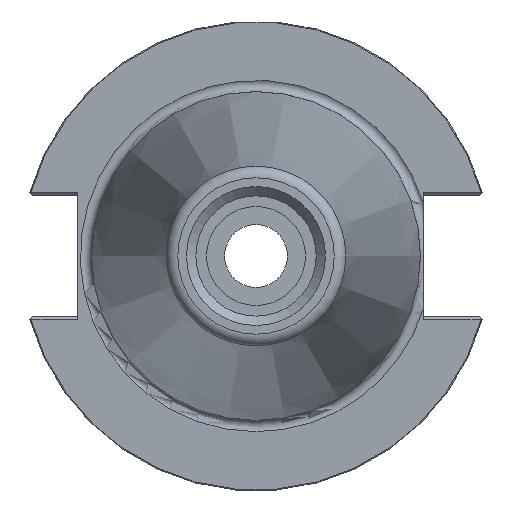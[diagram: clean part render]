
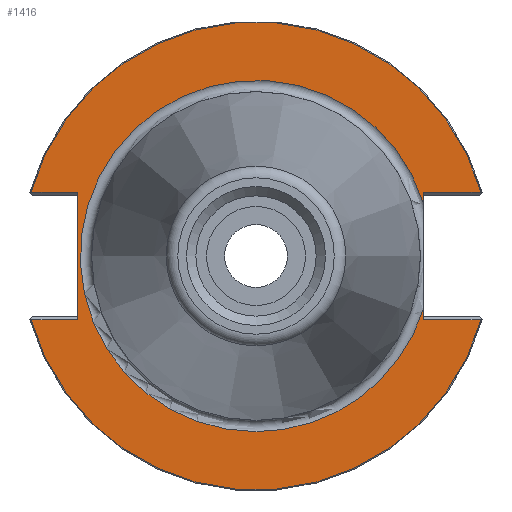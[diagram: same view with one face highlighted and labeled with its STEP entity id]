
A CAD part, left-side view. The second image highlights one B-rep face of the part: STEP entity #1416.
In plain terms, the highlighted planar face has unit normal (-1, 0, 0).
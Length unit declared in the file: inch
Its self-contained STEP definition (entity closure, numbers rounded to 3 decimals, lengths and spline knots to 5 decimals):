
#114=PLANE('',#1538);
#167=FACE_OUTER_BOUND('',#249,.T.);
#249=EDGE_LOOP('',(#990,#991,#992,#993,#994,#995,#996,#997,#998,#999,#1000));
#333=LINE('',#2054,#440);
#334=LINE('',#2076,#441);
#341=LINE('',#2128,#448);
#343=LINE('',#2132,#450);
#344=LINE('',#2134,#451);
#345=LINE('',#2136,#452);
#346=LINE('',#2139,#453);
#440=VECTOR('',#1700,0.0526);
#441=VECTOR('',#1701,0.0526);
#448=VECTOR('',#1720,0.30821);
#450=VECTOR('',#1724,0.24821);
#451=VECTOR('',#1725,0.67625);
#452=VECTOR('',#1726,0.24821);
#453=VECTOR('',#1729,0.30821);
#545=CIRCLE('',#1533,1.245);
#547=CIRCLE('',#1539,1.245);
#548=CIRCLE('',#1540,0.93468);
#549=CIRCLE('',#1541,0.93468);
#600=VERTEX_POINT('',#2051);
#601=VERTEX_POINT('',#2053);
#602=VERTEX_POINT('',#2055);
#603=VERTEX_POINT('',#2075);
#607=VERTEX_POINT('',#2084);
#608=VERTEX_POINT('',#2093);
#615=VERTEX_POINT('',#2131);
#616=VERTEX_POINT('',#2133);
#617=VERTEX_POINT('',#2135);
#618=VERTEX_POINT('',#2137);
#619=VERTEX_POINT('',#2140);
#742=EDGE_CURVE('',#601,#600,#333,.T.);
#744=EDGE_CURVE('',#603,#602,#334,.T.);
#749=EDGE_CURVE('',#607,#608,#545,.T.);
#758=EDGE_CURVE('',#600,#608,#341,.T.);
#760=EDGE_CURVE('',#615,#607,#343,.T.);
#761=EDGE_CURVE('',#616,#615,#344,.T.);
#762=EDGE_CURVE('',#617,#616,#345,.T.);
#763=EDGE_CURVE('',#618,#617,#547,.T.);
#764=EDGE_CURVE('',#618,#603,#346,.T.);
#765=EDGE_CURVE('',#602,#619,#548,.T.);
#766=EDGE_CURVE('',#619,#601,#549,.T.);
#990=ORIENTED_EDGE('',*,*,#749,.F.);
#991=ORIENTED_EDGE('',*,*,#760,.F.);
#992=ORIENTED_EDGE('',*,*,#761,.F.);
#993=ORIENTED_EDGE('',*,*,#762,.F.);
#994=ORIENTED_EDGE('',*,*,#763,.F.);
#995=ORIENTED_EDGE('',*,*,#764,.T.);
#996=ORIENTED_EDGE('',*,*,#744,.T.);
#997=ORIENTED_EDGE('',*,*,#765,.T.);
#998=ORIENTED_EDGE('',*,*,#766,.T.);
#999=ORIENTED_EDGE('',*,*,#742,.T.);
#1000=ORIENTED_EDGE('',*,*,#758,.T.);
#1416=ADVANCED_FACE('',(#167),#114,.T.);
#1533=AXIS2_PLACEMENT_3D('',#2094,#1707,#1708);
#1538=AXIS2_PLACEMENT_3D('',#2130,#1722,#1723);
#1539=AXIS2_PLACEMENT_3D('',#2138,#1727,#1728);
#1540=AXIS2_PLACEMENT_3D('',#2141,#1730,#1731);
#1541=AXIS2_PLACEMENT_3D('',#2142,#1732,#1733);
#1700=DIRECTION('',(0.,0.,1.));
#1701=DIRECTION('',(0.,0.,1.));
#1707=DIRECTION('center_axis',(1.,0.,0.));
#1708=DIRECTION('ref_axis',(0.,0.,
1.));
#1720=DIRECTION('',(0.,-1.,0.));
#1722=DIRECTION('center_axis',(-1.,0.,0.));
#1723=DIRECTION('ref_axis',(0.,0.,1.));
#1724=DIRECTION('',(0.,1.,0.));
#1725=DIRECTION('',(0.,0.,1.));
#1726=DIRECTION('',(0.,-1.,0.));
#1727=DIRECTION('center_axis',(1.,0.,0.));
#1728=DIRECTION('ref_axis',(0.,0.,
-1.));
#1729=DIRECTION('',(0.,1.,0.));
#1730=DIRECTION('center_axis',(1.,0.,0.));
#1731=DIRECTION('ref_axis',(0.,0.,1.));
#1732=DIRECTION('center_axis',(1.,0.,0.));
#1733=DIRECTION('ref_axis',(0.,0.,1.));
#2051=CARTESIAN_POINT('',(-1.17746,-0.89001,0.33812));
#2053=CARTESIAN_POINT('',(-1.17746,-0.89001,0.28553));
#2054=CARTESIAN_POINT('',(-1.17746,-0.89001,0.));
#2055=CARTESIAN_POINT('',(-1.17746,-0.89001,-0.28553));
#2075=CARTESIAN_POINT('',(-1.17746,-0.89001,-0.33813));
#2076=CARTESIAN_POINT('',(-1.17746,-0.89001,0.));
#2084=CARTESIAN_POINT('',(-1.17746,1.19819,0.33812));
#2093=CARTESIAN_POINT('',(-1.17746,-1.19822,0.33812));
#2094=CARTESIAN_POINT('Origin',(-1.17746,-0.00001,
0.));
#2128=CARTESIAN_POINT('',(-1.17746,-0.90251,0.33812));
#2130=CARTESIAN_POINT('Origin',(-1.17746,-0.87501,0.));
#2131=CARTESIAN_POINT('',(-1.17746,0.94999,0.33812));
#2132=CARTESIAN_POINT('',(-1.17746,0.02749,0.33812));
#2133=CARTESIAN_POINT('',(-1.17746,0.94999,-0.33813));
#2134=CARTESIAN_POINT('',(-1.17746,0.94999,-0.33813));
#2135=CARTESIAN_POINT('',(-1.17746,1.19819,-0.33813));
#2136=CARTESIAN_POINT('',(-1.17746,0.27749,-0.33813));
#2137=CARTESIAN_POINT('',(-1.17746,-1.19822,-0.33813));
#2138=CARTESIAN_POINT('Origin',(-1.17746,-0.00001,
0.));
#2139=CARTESIAN_POINT('',(-1.17746,-0.90251,-0.33813));
#2140=CARTESIAN_POINT('',(-1.17746,-0.00001,-0.93468));
#2141=CARTESIAN_POINT('Origin',(-1.17746,-0.00001,
0.));
#2142=CARTESIAN_POINT('Origin',(-1.17746,-0.00001,
0.));
